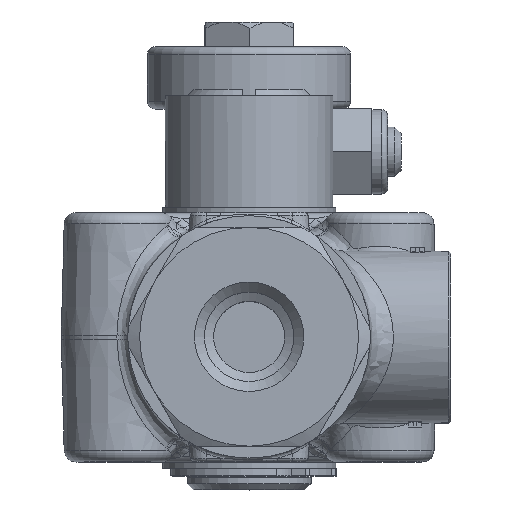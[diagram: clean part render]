
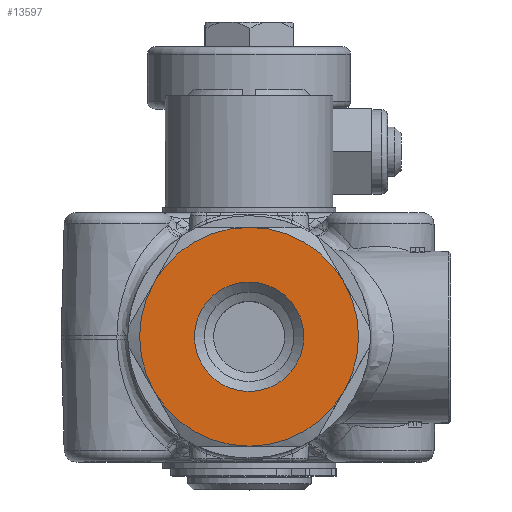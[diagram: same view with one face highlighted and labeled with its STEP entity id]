
A CAD part, top view. The second image highlights one B-rep face of the part: STEP entity #13597.
In plain terms, the highlighted face is planar.
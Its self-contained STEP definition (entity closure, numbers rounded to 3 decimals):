
#3057=PLANE('',#14928);
#3320=FACE_BOUND('',#4983,.T.);
#4017=FACE_OUTER_BOUND('',#4982,.T.);
#4982=EDGE_LOOP('',(#11777,#11778,#11779,#11780,#11781,#11782));
#4983=EDGE_LOOP('',(#11783));
#5731=CIRCLE('',#14866,14.);
#5732=CIRCLE('',#14869,14.);
#5740=CIRCLE('',#14885,7.);
#5747=CIRCLE('',#14900,14.);
#5748=CIRCLE('',#14902,14.);
#5749=CIRCLE('',#14904,14.);
#5750=CIRCLE('',#14906,14.);
#6794=VERTEX_POINT('',#26387);
#6795=VERTEX_POINT('',#26395);
#6796=VERTEX_POINT('',#26406);
#6804=VERTEX_POINT('',#26437);
#6811=VERTEX_POINT('',#26459);
#6812=VERTEX_POINT('',#26468);
#6813=VERTEX_POINT('',#26477);
#8521=EDGE_CURVE('',#6794,#6795,#5731,.T.);
#8525=EDGE_CURVE('',#6795,#6796,#5732,.T.);
#8535=EDGE_CURVE('',#6804,#6804,#5740,.T.);
#8542=EDGE_CURVE('',#6811,#6794,#5747,.T.);
#8545=EDGE_CURVE('',#6812,#6811,#5748,.T.);
#8548=EDGE_CURVE('',#6813,#6812,#5749,.T.);
#8551=EDGE_CURVE('',#6796,#6813,#5750,.T.);
#11777=ORIENTED_EDGE('',*,*,#8521,.T.);
#11778=ORIENTED_EDGE('',*,*,#8525,.T.);
#11779=ORIENTED_EDGE('',*,*,#8551,.T.);
#11780=ORIENTED_EDGE('',*,*,#8548,.T.);
#11781=ORIENTED_EDGE('',*,*,#8545,.T.);
#11782=ORIENTED_EDGE('',*,*,#8542,.T.);
#11783=ORIENTED_EDGE('',*,*,#8535,.T.);
#13597=ADVANCED_FACE('',(#4017,#3320),#3057,.T.);
#14866=AXIS2_PLACEMENT_3D('',#26399,#17600,#17601);
#14869=AXIS2_PLACEMENT_3D('',#26410,#17607,#17608);
#14885=AXIS2_PLACEMENT_3D('',#26438,#17640,#17641);
#14900=AXIS2_PLACEMENT_3D('',#26460,#17670,#17671);
#14902=AXIS2_PLACEMENT_3D('',#26469,#17674,#17675);
#14904=AXIS2_PLACEMENT_3D('',#26478,#17678,#17679);
#14906=AXIS2_PLACEMENT_3D('',#26486,#17682,#17683);
#14928=AXIS2_PLACEMENT_3D('',#26517,#17729,#17730);
#17600=DIRECTION('center_axis',(1.,0.,0.));
#17601=DIRECTION('ref_axis',(0.,1.,0.));
#17607=DIRECTION('center_axis',(1.,0.,0.));
#17608=DIRECTION('ref_axis',(0.,1.,0.));
#17640=DIRECTION('center_axis',(-1.,0.,0.));
#17641=DIRECTION('ref_axis',(0.,1.,0.));
#17670=DIRECTION('center_axis',(1.,0.,0.));
#17671=DIRECTION('ref_axis',(0.,1.,0.));
#17674=DIRECTION('center_axis',(1.,0.,0.));
#17675=DIRECTION('ref_axis',(0.,1.,0.));
#17678=DIRECTION('center_axis',(1.,0.,0.));
#17679=DIRECTION('ref_axis',(0.,1.,0.));
#17682=DIRECTION('center_axis',(1.,0.,0.));
#17683=DIRECTION('ref_axis',(0.,1.,0.));
#17729=DIRECTION('center_axis',(1.,0.,0.));
#17730=DIRECTION('ref_axis',(0.,0.,-1.));
#26387=CARTESIAN_POINT('',(18.53,0.,-14.));
#26395=CARTESIAN_POINT('',(18.53,12.124,-7.));
#26399=CARTESIAN_POINT('Origin',(18.53,0.,0.));
#26406=CARTESIAN_POINT('',(18.53,12.124,7.));
#26410=CARTESIAN_POINT('Origin',(18.53,0.,0.));
#26437=CARTESIAN_POINT('',(18.53,7.,0.));
#26438=CARTESIAN_POINT('Origin',(18.53,0.,0.));
#26459=CARTESIAN_POINT('',(18.53,-12.124,-7.));
#26460=CARTESIAN_POINT('Origin',(18.53,0.,0.));
#26468=CARTESIAN_POINT('',(18.53,-12.124,7.));
#26469=CARTESIAN_POINT('Origin',(18.53,0.,0.));
#26477=CARTESIAN_POINT('',(18.53,0.,14.));
#26478=CARTESIAN_POINT('Origin',(18.53,0.,0.));
#26486=CARTESIAN_POINT('Origin',(18.53,0.,0.));
#26517=CARTESIAN_POINT('Origin',(18.53,7.,0.));
